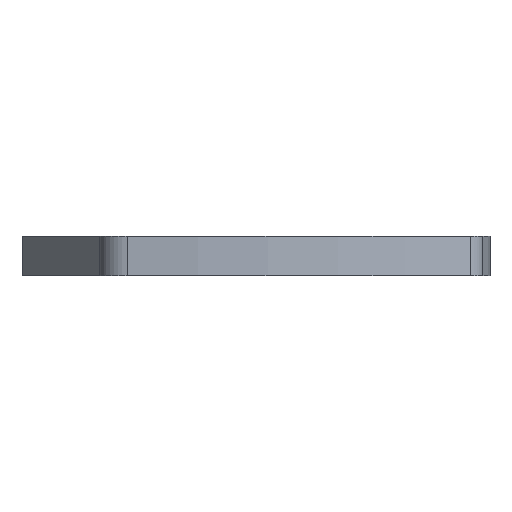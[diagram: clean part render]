
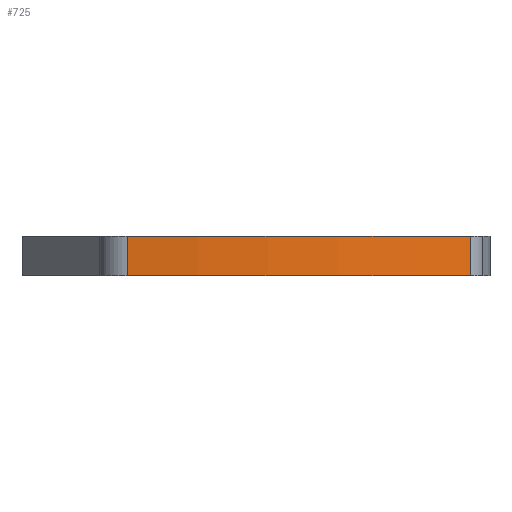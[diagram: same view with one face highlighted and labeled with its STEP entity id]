
A CAD part, front view. The second image highlights one B-rep face of the part: STEP entity #725.
In plain terms, the highlighted cylindrical face has radius 80.948 mm (diameter 161.896 mm), a partial arc.
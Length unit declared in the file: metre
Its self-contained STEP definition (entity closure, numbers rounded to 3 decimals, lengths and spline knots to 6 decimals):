
#35=LINE('',#1213,#73);
#36=LINE('',#1217,#74);
#73=VECTOR('',#959,1.);
#74=VECTOR('',#962,1.);
#135=ORIENTED_EDGE('',*,*,#339,.T.);
#136=ORIENTED_EDGE('',*,*,#340,.T.);
#137=ORIENTED_EDGE('',*,*,#341,.F.);
#138=ORIENTED_EDGE('',*,*,#342,.T.);
#339=EDGE_CURVE('',#439,#440,#503,.T.);
#340=EDGE_CURVE('',#440,#441,#35,.F.);
#341=EDGE_CURVE('',#442,#441,#504,.T.);
#342=EDGE_CURVE('',#442,#439,#36,.T.);
#439=VERTEX_POINT('',#1211);
#440=VERTEX_POINT('',#1212);
#441=VERTEX_POINT('',#1214);
#442=VERTEX_POINT('',#1216);
#503=CIRCLE('',#801,0.080948);
#504=CIRCLE('',#802,0.080948);
#563=EDGE_LOOP('',(#135,#136,#137,#138));
#629=FACE_BOUND('',#563,.T.);
#691=CYLINDRICAL_SURFACE('',#800,0.080948);
#725=ADVANCED_FACE('',(#629),#691,.T.);
#800=AXIS2_PLACEMENT_3D('',#1209,#955,#956);
#801=AXIS2_PLACEMENT_3D('',#1210,#957,#958);
#802=AXIS2_PLACEMENT_3D('',#1215,#960,#961);
#955=DIRECTION('',(0.,0.,-1.));
#956=DIRECTION('',(-1.,0.,0.));
#957=DIRECTION('',(0.,0.,1.));
#958=DIRECTION('',(1.,0.,0.));
#959=DIRECTION('',(0.,0.,-1.));
#960=DIRECTION('',(0.,0.,1.));
#961=DIRECTION('',(1.,0.,0.));
#962=DIRECTION('',(0.,0.,-1.));
#1209=CARTESIAN_POINT('',(-0.022314,0.029514,0.005));
#1210=CARTESIAN_POINT('',(-0.022314,0.029514,0.));
#1211=CARTESIAN_POINT('',(-0.031247,-0.050939,0.));
#1212=CARTESIAN_POINT('',(0.012131,-0.04374,0.));
#1213=CARTESIAN_POINT('',(0.012131,-0.04374,0.005));
#1214=CARTESIAN_POINT('',(0.012131,-0.04374,0.005));
#1215=CARTESIAN_POINT('',(-0.022314,0.029514,0.005));
#1216=CARTESIAN_POINT('',(-0.031247,-0.050939,0.005));
#1217=CARTESIAN_POINT('',(-0.031247,-0.050939,0.005));
